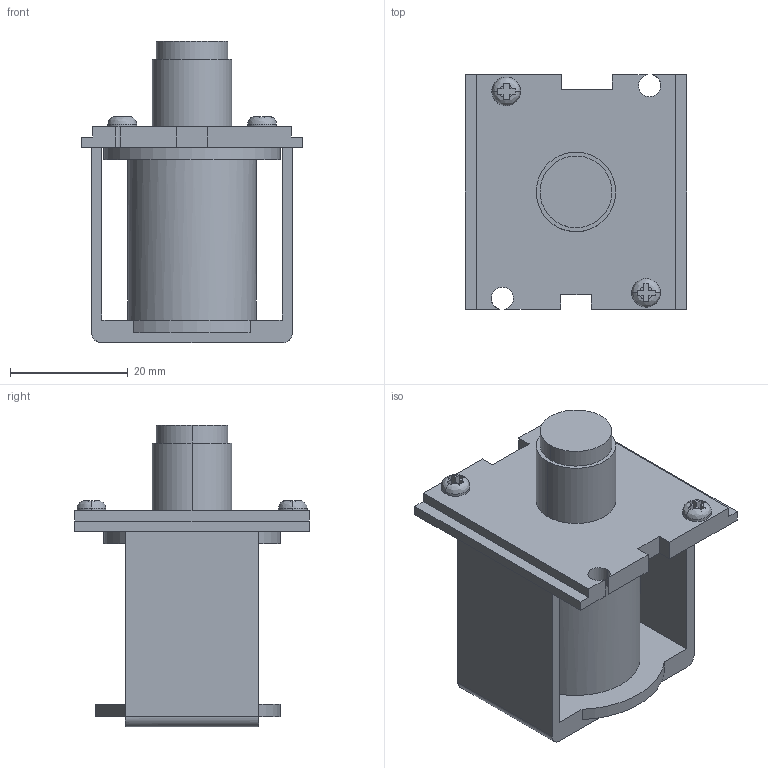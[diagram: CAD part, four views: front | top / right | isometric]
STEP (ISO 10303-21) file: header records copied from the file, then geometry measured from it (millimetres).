
FILE_DESCRIPTION(('FreeCAD Model'),'2;1');
FILE_NAME('Open CASCADE Shape Model','2025-05-09T04:12:55',('FreeCAD'),( 'FreeCAD'),'Open CASCADE STEP processor 7.6','FreeCAD','Unknown');
FILE_SCHEMA(('AUTOMOTIVE_DESIGN { 1 0 10303 214 1 1 1 1 }'));
Length unit declared in the file: millimetre
Products named in the file (1): Open CASCADE STEP translator 7.6 1
Bounding box: 37.58 x 39.85 x 51.26 mm (x, y, z)
Volume: 24029.3 mm3; surface area: 10455.3 mm2
Topology: 1 solids, 1 shells, 99 faces, 270 edges, 178 vertices
Faces by surface type: bspline 99
Entity records: 3037 total; most frequent: CARTESIAN_POINT 1427, ORIENTED_EDGE 540, EDGE_CURVE 270, B_SPLINE_CURVE_WITH_KNOTS 216, VERTEX_POINT 178, FACE_BOUND 108, EDGE_LOOP 108, ADVANCED_FACE 99
